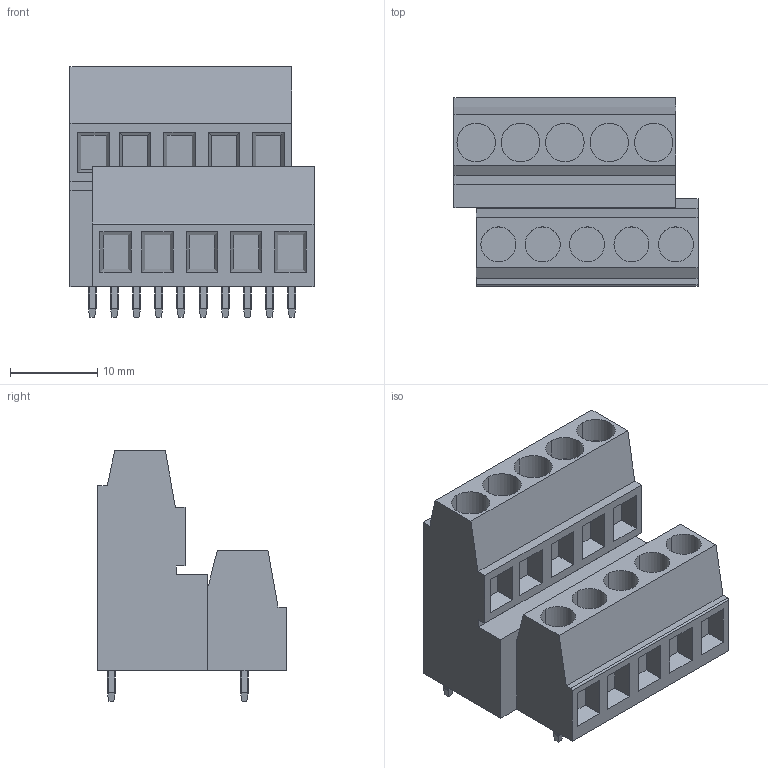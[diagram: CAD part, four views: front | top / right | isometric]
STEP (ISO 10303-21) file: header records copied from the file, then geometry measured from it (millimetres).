
FILE_DESCRIPTION(('CATIA V5 STEP Exchange','CAx-IF Rec.Pracs.--- Model Styling and Organization---1.2---2011-12-15'),'2;1');
FILE_NAME ('D1455700_0_1768880000_1768880000.stp','2018-09-07T08:05:40+00:00',('none'),('Weidmueller'),'CATIA Version 5-6 Release 2014','CATIA V5 STEP AP214','none');
FILE_SCHEMA(('AUTOMOTIVE_DESIGN { 1 0 10303 214 1 1 1 1 }'));
Length unit declared in the file: millimetre
Products named in the file (1): 1768880000
Bounding box: 27.94 x 21.6 x 28.7 mm (x, y, z)
Volume: 8864.6 mm3; surface area: 4111.5 mm2
Topology: 11 solids, 11 shells, 244 faces, 606 edges, 404 vertices
Faces by surface type: plane 223, cylinder 21
Entity records: 6716 total; most frequent: CARTESIAN_POINT 1294, ORIENTED_EDGE 1212, DIRECTION 878, EDGE_CURVE 606, VECTOR 466, LINE 466, VERTEX_POINT 404, EDGE_LOOP 264
